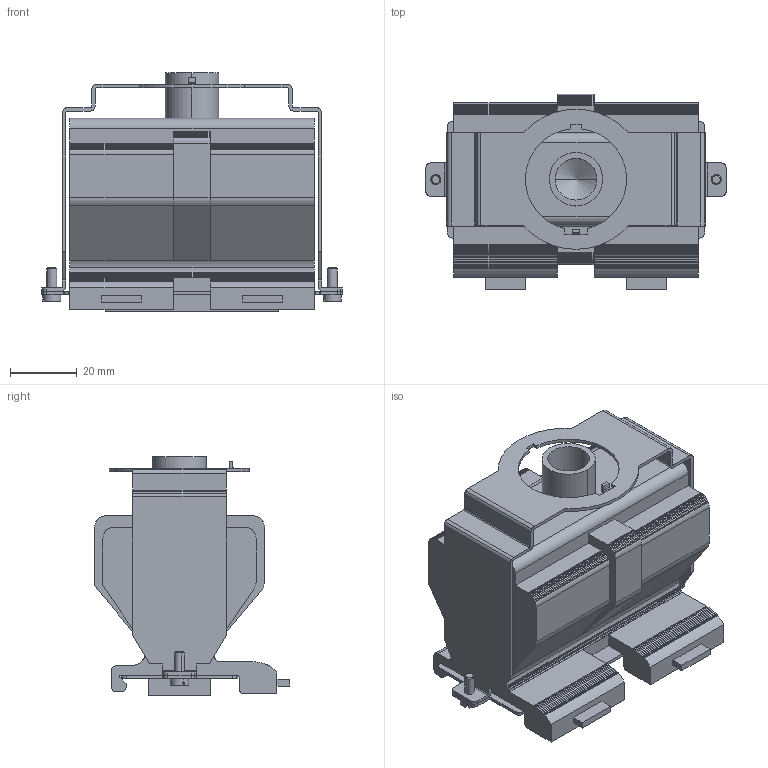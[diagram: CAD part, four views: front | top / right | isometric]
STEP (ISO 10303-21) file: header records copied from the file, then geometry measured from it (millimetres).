
FILE_DESCRIPTION(('STEP AP214'),'1');
FILE_NAME('05-0091-0188.stp','2019-10-25T10:35:02',(' '),(' '),'Spatial InterOp 3D',' ',' ');
FILE_SCHEMA(('automotive_design'));
Length unit declared in the file: millimetre
Products named in the file (5): 1; 2; 3; 4; 5
Bounding box: 90 x 58.5 x 71.5 mm (x, y, z)
Volume: 159158.5 mm3; surface area: 38933.8 mm2
Topology: 5 solids, 5 shells, 466 faces, 1326 edges, 879 vertices
Faces by surface type: plane 337, cylinder 123, cone 6
Entity records: 18930 total; most frequent: CARTESIAN_POINT 2674, ORIENTED_EDGE 2648, DIRECTION 2528, EDGE_CURVE 1324, LINE 1062, VECTOR 1062, VERTEX_POINT 879, AXIS2_PLACEMENT_3D 733
